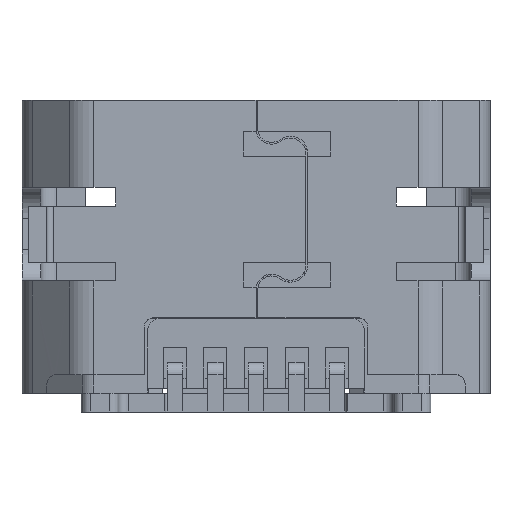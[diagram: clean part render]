
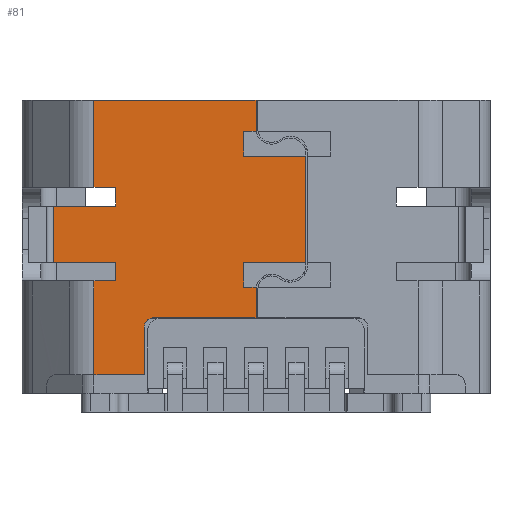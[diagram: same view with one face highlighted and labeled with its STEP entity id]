
A CAD part, front view. The second image highlights one B-rep face of the part: STEP entity #81.
In plain terms, the highlighted planar face has unit normal (0, -1, 0).
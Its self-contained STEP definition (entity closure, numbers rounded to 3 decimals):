
#81=ADVANCED_FACE('',(#479),#480,.T.);
#479=FACE_OUTER_BOUND('',#1271,.T.);
#480=PLANE('',#1272);
#1271=EDGE_LOOP('',(#2113,#2114,#2115,#2116,#2117,#2118,#2119,#2120,#2121,#2122,#2123,#2124,#2125,#2126,#2127,#2128,#2129,#2130,#2131,#2132,#2133,#2134,#2135,#2136,#2137));
#1272=AXIS2_PLACEMENT_3D('',#2138,#2139,#2140);
#2113=ORIENTED_EDGE('',*,*,#5653,.F.);
#2114=ORIENTED_EDGE('',*,*,#5654,.F.);
#2115=ORIENTED_EDGE('',*,*,#5655,.F.);
#2116=ORIENTED_EDGE('',*,*,#5656,.F.);
#2117=ORIENTED_EDGE('',*,*,#5657,.F.);
#2118=ORIENTED_EDGE('',*,*,#5658,.F.);
#2119=ORIENTED_EDGE('',*,*,#5659,.F.);
#2120=ORIENTED_EDGE('',*,*,#5634,.F.);
#2121=ORIENTED_EDGE('',*,*,#5660,.F.);
#2122=ORIENTED_EDGE('',*,*,#5661,.T.);
#2123=ORIENTED_EDGE('',*,*,#5662,.T.);
#2124=ORIENTED_EDGE('',*,*,#5663,.F.);
#2125=ORIENTED_EDGE('',*,*,#5664,.F.);
#2126=ORIENTED_EDGE('',*,*,#5665,.T.);
#2127=ORIENTED_EDGE('',*,*,#5666,.T.);
#2128=ORIENTED_EDGE('',*,*,#5667,.F.);
#2129=ORIENTED_EDGE('',*,*,#5668,.F.);
#2130=ORIENTED_EDGE('',*,*,#5669,.T.);
#2131=ORIENTED_EDGE('',*,*,#5670,.T.);
#2132=ORIENTED_EDGE('',*,*,#5671,.F.);
#2133=ORIENTED_EDGE('',*,*,#5672,.F.);
#2134=ORIENTED_EDGE('',*,*,#5673,.F.);
#2135=ORIENTED_EDGE('',*,*,#5674,.F.);
#2136=ORIENTED_EDGE('',*,*,#5675,.F.);
#2137=ORIENTED_EDGE('',*,*,#5676,.F.);
#2138=CARTESIAN_POINT('',(-2.596,-1.225,-2.35));
#2139=DIRECTION('',(0.0,-1.0,0.0));
#2140=DIRECTION('',(0.0,0.0,-1.0));
#5634=EDGE_CURVE('',#6850,#6852,#6853,.T.);
#5653=EDGE_CURVE('',#6888,#6889,#6890,.T.);
#5654=EDGE_CURVE('',#6891,#6888,#6892,.T.);
#5655=EDGE_CURVE('',#6893,#6891,#6894,.T.);
#5656=EDGE_CURVE('',#6895,#6893,#6896,.T.);
#5657=EDGE_CURVE('',#6897,#6895,#6898,.T.);
#5658=EDGE_CURVE('',#6899,#6897,#6900,.T.);
#5659=EDGE_CURVE('',#6852,#6899,#6901,.T.);
#5660=EDGE_CURVE('',#6902,#6850,#6903,.T.);
#5661=EDGE_CURVE('',#6902,#6904,#6905,.T.);
#5662=EDGE_CURVE('',#6904,#6906,#6907,.T.);
#5663=EDGE_CURVE('',#6908,#6906,#6909,.T.);
#5664=EDGE_CURVE('',#6910,#6908,#6911,.T.);
#5665=EDGE_CURVE('',#6910,#6912,#6913,.T.);
#5666=EDGE_CURVE('',#6912,#6914,#6915,.T.);
#5667=EDGE_CURVE('',#6916,#6914,#6917,.T.);
#5668=EDGE_CURVE('',#6918,#6916,#6919,.T.);
#5669=EDGE_CURVE('',#6918,#6920,#6921,.T.);
#5670=EDGE_CURVE('',#6920,#6922,#6923,.T.);
#5671=EDGE_CURVE('',#6924,#6922,#6925,.T.);
#5672=EDGE_CURVE('',#6926,#6924,#6927,.T.);
#5673=EDGE_CURVE('',#6928,#6926,#6929,.T.);
#5674=EDGE_CURVE('',#6930,#6928,#6931,.T.);
#5675=EDGE_CURVE('',#6932,#6930,#6933,.T.);
#5676=EDGE_CURVE('',#6889,#6932,#6934,.T.);
#6850=VERTEX_POINT('',#8827);
#6852=VERTEX_POINT('',#8829);
#6853=LINE('',#8830,#8831);
#6888=VERTEX_POINT('',#8878);
#6889=VERTEX_POINT('',#8879);
#6890=LINE('',#8880,#8881);
#6891=VERTEX_POINT('',#8882);
#6892=LINE('',#8883,#8884);
#6893=VERTEX_POINT('',#8885);
#6894=LINE('',#8886,#8887);
#6895=VERTEX_POINT('',#8888);
#6896=LINE('',#8889,#8890);
#6897=VERTEX_POINT('',#8891);
#6898=LINE('',#8892,#8893);
#6899=VERTEX_POINT('',#8894);
#6900=CIRCLE('',#8895,0.25);
#6901=LINE('',#8896,#8897);
#6902=VERTEX_POINT('',#8898);
#6903=LINE('',#8899,#8900);
#6904=VERTEX_POINT('',#8901);
#6905=LINE('',#8902,#8903);
#6906=VERTEX_POINT('',#8904);
#6907=LINE('',#8905,#8906);
#6908=VERTEX_POINT('',#8907);
#6909=LINE('',#8908,#8909);
#6910=VERTEX_POINT('',#8910);
#6911=LINE('',#8911,#8912);
#6912=VERTEX_POINT('',#8913);
#6913=LINE('',#8914,#8915);
#6914=VERTEX_POINT('',#8916);
#6915=LINE('',#8917,#8918);
#6916=VERTEX_POINT('',#8919);
#6917=LINE('',#8920,#8921);
#6918=VERTEX_POINT('',#8922);
#6919=LINE('',#8923,#8924);
#6920=VERTEX_POINT('',#8925);
#6921=LINE('',#8926,#8927);
#6922=VERTEX_POINT('',#8928);
#6923=LINE('',#8929,#8930);
#6924=VERTEX_POINT('',#8931);
#6925=CIRCLE('',#8932,0.15);
#6926=VERTEX_POINT('',#8933);
#6927=LINE('',#8934,#8935);
#6928=VERTEX_POINT('',#8936);
#6929=LINE('',#8937,#8938);
#6930=VERTEX_POINT('',#8939);
#6931=CIRCLE('',#8940,0.25);
#6932=VERTEX_POINT('',#8941);
#6933=LINE('',#8942,#8943);
#6934=LINE('',#8944,#8945);
#8827=CARTESIAN_POINT('',(-2.596,-1.225,2.35));
#8829=CARTESIAN_POINT('',(0.0,-1.225,2.35));
#8830=CARTESIAN_POINT('',(-2.596,-1.225,2.35));
#8831=VECTOR('',#11830,1000.0);
#8878=CARTESIAN_POINT('',(0.8,-1.225,-0.25));
#8879=CARTESIAN_POINT('',(-0.2,-1.225,-0.25));
#8880=CARTESIAN_POINT('',(0.8,-1.225,-0.25));
#8881=VECTOR('',#11861,1000.0);
#8882=CARTESIAN_POINT('',(0.8,-1.225,1.45));
#8883=CARTESIAN_POINT('',(0.8,-1.225,1.45));
#8884=VECTOR('',#11862,1000.0);
#8885=CARTESIAN_POINT('',(-0.2,-1.225,1.45));
#8886=CARTESIAN_POINT('',(-0.2,-1.225,1.45));
#8887=VECTOR('',#11863,1000.0);
#8888=CARTESIAN_POINT('',(-0.2,-1.225,1.85));
#8889=CARTESIAN_POINT('',(-0.2,-1.225,1.85));
#8890=VECTOR('',#11864,1000.0);
#8891=CARTESIAN_POINT('',(0.003,-1.225,1.85));
#8892=CARTESIAN_POINT('',(0.003,-1.225,1.85));
#8893=VECTOR('',#11865,1000.0);
#8894=CARTESIAN_POINT('',(0.0,-1.225,1.891));
#8895=AXIS2_PLACEMENT_3D('',#11866,#11867,#11868);
#8896=CARTESIAN_POINT('',(0.0,-1.225,2.35));
#8897=VECTOR('',#11869,1000.0);
#8898=CARTESIAN_POINT('',(-2.596,-1.225,0.95));
#8899=CARTESIAN_POINT('',(-2.596,-1.225,0.95));
#8900=VECTOR('',#11870,1000.0);
#8901=CARTESIAN_POINT('',(-2.25,-1.225,0.95));
#8902=CARTESIAN_POINT('',(-2.596,-1.225,0.95));
#8903=VECTOR('',#11871,1000.0);
#8904=CARTESIAN_POINT('',(-2.25,-1.225,0.65));
#8905=CARTESIAN_POINT('',(-2.25,-1.225,0.95));
#8906=VECTOR('',#11872,1000.0);
#8907=CARTESIAN_POINT('',(-3.25,-1.225,0.65));
#8908=CARTESIAN_POINT('',(-3.25,-1.225,0.65));
#8909=VECTOR('',#11873,1000.0);
#8910=CARTESIAN_POINT('',(-3.25,-1.225,-0.25));
#8911=CARTESIAN_POINT('',(-3.25,-1.225,-0.25));
#8912=VECTOR('',#11874,1000.0);
#8913=CARTESIAN_POINT('',(-2.25,-1.225,-0.25));
#8914=CARTESIAN_POINT('',(-3.25,-1.225,-0.25));
#8915=VECTOR('',#11875,1000.0);
#8916=CARTESIAN_POINT('',(-2.25,-1.225,-0.55));
#8917=CARTESIAN_POINT('',(-2.25,-1.225,-0.25));
#8918=VECTOR('',#11876,1000.0);
#8919=CARTESIAN_POINT('',(-2.596,-1.225,-0.55));
#8920=CARTESIAN_POINT('',(-2.596,-1.225,-0.55));
#8921=VECTOR('',#11877,1000.0);
#8922=CARTESIAN_POINT('',(-2.596,-1.225,-2.05));
#8923=CARTESIAN_POINT('',(-2.596,-1.225,-2.05));
#8924=VECTOR('',#11878,1000.0);
#8925=CARTESIAN_POINT('',(-1.79,-1.225,-2.05));
#8926=CARTESIAN_POINT('',(-2.596,-1.225,-2.05));
#8927=VECTOR('',#11879,1000.0);
#8928=CARTESIAN_POINT('',(-1.79,-1.225,-1.29));
#8929=CARTESIAN_POINT('',(-1.79,-1.225,-2.05));
#8930=VECTOR('',#11880,1000.0);
#8931=CARTESIAN_POINT('',(-1.64,-1.225,-1.14));
#8932=AXIS2_PLACEMENT_3D('',#11881,#11882,#11883);
#8933=CARTESIAN_POINT('',(0.0,-1.225,-1.14));
#8934=CARTESIAN_POINT('',(0.0,-1.225,-1.14));
#8935=VECTOR('',#11884,1000.0);
#8936=CARTESIAN_POINT('',(0.0,-1.225,-0.69));
#8937=CARTESIAN_POINT('',(0.0,-1.225,-0.69));
#8938=VECTOR('',#11885,1000.0);
#8939=CARTESIAN_POINT('',(0.003,-1.225,-0.65));
#8940=AXIS2_PLACEMENT_3D('',#11886,#11887,#11888);
#8941=CARTESIAN_POINT('',(-0.2,-1.225,-0.65));
#8942=CARTESIAN_POINT('',(-0.2,-1.225,-0.65));
#8943=VECTOR('',#11889,1000.0);
#8944=CARTESIAN_POINT('',(-0.2,-1.225,-0.25));
#8945=VECTOR('',#11890,1000.0);
#11830=DIRECTION('',(1.0,0.0,0.0));
#11861=DIRECTION('',(-1.0,0.0,0.0));
#11862=DIRECTION('',(0.0,0.0,-1.0));
#11863=DIRECTION('',(1.0,0.0,0.0));
#11864=DIRECTION('',(0.0,0.0,-1.0));
#11865=DIRECTION('',(-1.0,0.0,0.0));
#11866=CARTESIAN_POINT('',(0.25,-1.225,1.891));
#11867=DIRECTION('',(0.0,-1.0,0.0));
#11868=DIRECTION('',(-1.0,0.0,0.0));
#11869=DIRECTION('',(0.0,0.0,-1.0));
#11870=DIRECTION('',(0.0,0.0,1.0));
#11871=DIRECTION('',(1.0,0.0,0.0));
#11872=DIRECTION('',(0.0,0.0,-1.0));
#11873=DIRECTION('',(1.0,0.0,0.0));
#11874=DIRECTION('',(0.0,0.0,1.0));
#11875=DIRECTION('',(1.0,0.0,0.0));
#11876=DIRECTION('',(0.0,0.0,-1.0));
#11877=DIRECTION('',(1.0,0.0,0.0));
#11878=DIRECTION('',(0.0,0.0,1.0));
#11879=DIRECTION('',(1.0,0.0,0.0));
#11880=DIRECTION('',(0.0,0.0,1.0));
#11881=CARTESIAN_POINT('',(-1.64,-1.225,-1.29));
#11882=DIRECTION('',(0.0,-1.0,0.0));
#11883=DIRECTION('',(0.0,0.0,1.0));
#11884=DIRECTION('',(-1.0,0.0,0.0));
#11885=DIRECTION('',(0.0,0.0,-1.0));
#11886=CARTESIAN_POINT('',(0.25,-1.225,-0.69));
#11887=DIRECTION('',(0.0,-1.0,0.0));
#11888=DIRECTION('',(-0.987,0.0,0.161));
#11889=DIRECTION('',(1.0,0.0,0.0));
#11890=DIRECTION('',(0.0,0.0,-1.0));
